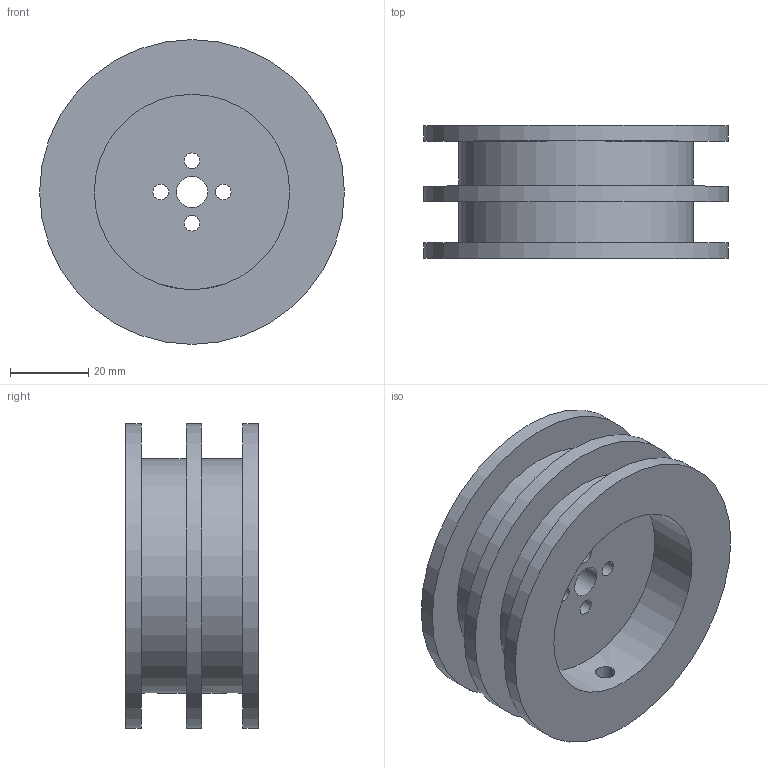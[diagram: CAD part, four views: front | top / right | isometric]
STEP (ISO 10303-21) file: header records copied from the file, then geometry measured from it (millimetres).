
FILE_DESCRIPTION(/* description */ (''),/* implementation_level */ '2;1');
FILE_NAME(/* name */ 'MOSOR_DUBLU v2.step',/* time_stamp */ '2018-03-09T14:17:47+02:00',/* author */ (''),/* organization */ (''),/* preprocessor_version */ 'ST-DEVELOPER v16.13',/* originating_system */ 'Autodesk Translation Framework v6.5.0.72',/* authorisation */ '');
FILE_SCHEMA (('AUTOMOTIVE_DESIGN { 1 0 10303 214 3 1 1 }'));
Length unit declared in the file: millimetre
Products named in the file (1): MOSOR_DUBLU
Bounding box: 78 x 34 x 78 mm (x, y, z)
Volume: 63766.3 mm3; surface area: 29176.2 mm2
Topology: 1 solids, 1 shells, 22 faces, 60 edges, 44 vertices
Faces by surface type: cylinder 14, plane 8
Full cylindrical faces by diameter (mm): 4 x4, 5 x2, 8 x1, 50 x2, 60 x2, 78 x3
Entity records: 921 total; most frequent: CARTESIAN_POINT 265, DIRECTION 136, ORIENTED_EDGE 120, AXIS2_PLACEMENT_3D 61, EDGE_CURVE 60, VERTEX_POINT 44, EDGE_LOOP 40, CIRCLE 38
